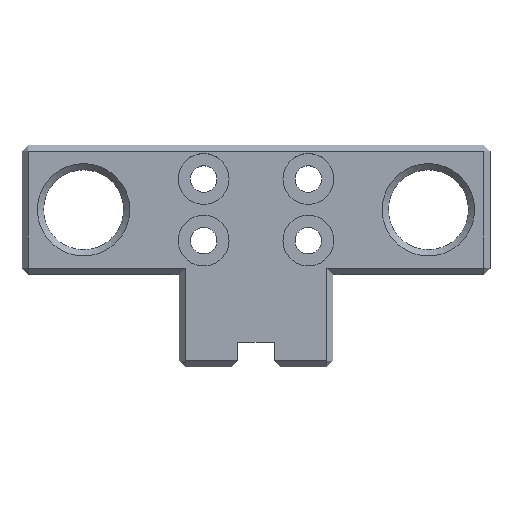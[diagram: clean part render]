
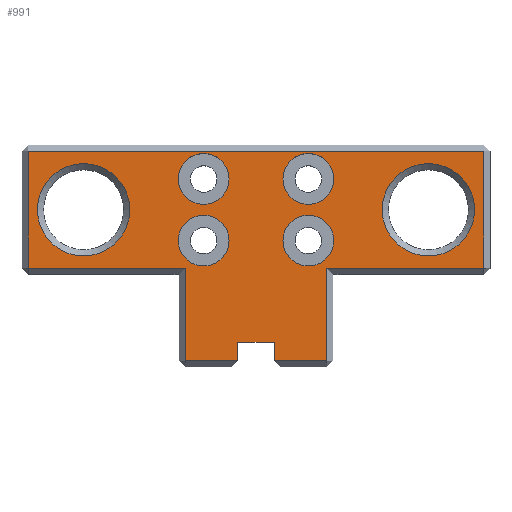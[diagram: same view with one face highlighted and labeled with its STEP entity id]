
A CAD part, top view. The second image highlights one B-rep face of the part: STEP entity #991.
In plain terms, the highlighted planar face has unit normal (0, 0, 1).
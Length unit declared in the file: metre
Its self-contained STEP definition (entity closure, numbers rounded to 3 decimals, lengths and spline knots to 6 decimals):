
#28=LINE('',#1514,#134);
#29=LINE('',#1517,#135);
#30=LINE('',#1519,#136);
#31=LINE('',#1521,#137);
#32=LINE('',#1523,#138);
#33=LINE('',#1525,#139);
#34=LINE('',#1527,#140);
#35=LINE('',#1529,#141);
#36=LINE('',#1531,#142);
#37=LINE('',#1533,#143);
#38=LINE('',#1535,#144);
#39=LINE('',#1537,#145);
#134=VECTOR('',#1211,1.);
#135=VECTOR('',#1212,1.);
#136=VECTOR('',#1213,1.);
#137=VECTOR('',#1214,1.);
#138=VECTOR('',#1215,1.);
#139=VECTOR('',#1216,1.);
#140=VECTOR('',#1217,1.);
#141=VECTOR('',#1218,1.);
#142=VECTOR('',#1219,1.);
#143=VECTOR('',#1220,1.);
#144=VECTOR('',#1221,1.);
#145=VECTOR('',#1222,1.);
#229=PLANE('',#1084);
#306=ORIENTED_EDGE('',*,*,#566,.T.);
#307=ORIENTED_EDGE('',*,*,#567,.T.);
#308=ORIENTED_EDGE('',*,*,#568,.T.);
#309=ORIENTED_EDGE('',*,*,#569,.T.);
#310=ORIENTED_EDGE('',*,*,#570,.T.);
#311=ORIENTED_EDGE('',*,*,#571,.T.);
#312=ORIENTED_EDGE('',*,*,#572,.T.);
#313=ORIENTED_EDGE('',*,*,#573,.T.);
#314=ORIENTED_EDGE('',*,*,#574,.T.);
#315=ORIENTED_EDGE('',*,*,#575,.T.);
#316=ORIENTED_EDGE('',*,*,#576,.T.);
#317=ORIENTED_EDGE('',*,*,#577,.T.);
#318=ORIENTED_EDGE('',*,*,#578,.T.);
#319=ORIENTED_EDGE('',*,*,#579,.T.);
#320=ORIENTED_EDGE('',*,*,#580,.T.);
#321=ORIENTED_EDGE('',*,*,#581,.T.);
#322=ORIENTED_EDGE('',*,*,#582,.T.);
#323=ORIENTED_EDGE('',*,*,#583,.T.);
#566=EDGE_CURVE('',#696,#696,#764,.F.);
#567=EDGE_CURVE('',#697,#697,#765,.F.);
#568=EDGE_CURVE('',#698,#699,#28,.T.);
#569=EDGE_CURVE('',#699,#700,#29,.T.);
#570=EDGE_CURVE('',#700,#701,#30,.T.);
#571=EDGE_CURVE('',#701,#702,#31,.T.);
#572=EDGE_CURVE('',#702,#703,#32,.T.);
#573=EDGE_CURVE('',#703,#704,#33,.T.);
#574=EDGE_CURVE('',#704,#705,#34,.T.);
#575=EDGE_CURVE('',#705,#706,#35,.T.);
#576=EDGE_CURVE('',#706,#707,#36,.T.);
#577=EDGE_CURVE('',#707,#708,#37,.T.);
#578=EDGE_CURVE('',#708,#709,#38,.T.);
#579=EDGE_CURVE('',#709,#698,#39,.T.);
#580=EDGE_CURVE('',#710,#710,#766,.T.);
#581=EDGE_CURVE('',#711,#711,#767,.T.);
#582=EDGE_CURVE('',#712,#712,#768,.T.);
#583=EDGE_CURVE('',#713,#713,#769,.T.);
#696=VERTEX_POINT('',#1511);
#697=VERTEX_POINT('',#1513);
#698=VERTEX_POINT('',#1515);
#699=VERTEX_POINT('',#1516);
#700=VERTEX_POINT('',#1518);
#701=VERTEX_POINT('',#1520);
#702=VERTEX_POINT('',#1522);
#703=VERTEX_POINT('',#1524);
#704=VERTEX_POINT('',#1526);
#705=VERTEX_POINT('',#1528);
#706=VERTEX_POINT('',#1530);
#707=VERTEX_POINT('',#1532);
#708=VERTEX_POINT('',#1534);
#709=VERTEX_POINT('',#1536);
#710=VERTEX_POINT('',#1539);
#711=VERTEX_POINT('',#1541);
#712=VERTEX_POINT('',#1543);
#713=VERTEX_POINT('',#1545);
#764=CIRCLE('',#1085,0.0075);
#765=CIRCLE('',#1086,0.0075);
#766=CIRCLE('',#1087,0.004125);
#767=CIRCLE('',#1088,0.004125);
#768=CIRCLE('',#1089,0.004125);
#769=CIRCLE('',#1090,0.004125);
#789=EDGE_LOOP('',(#306));
#790=EDGE_LOOP('',(#307));
#791=EDGE_LOOP('',(#308,#309,#310,#311,#312,#313,#314,#315,#316,#317,#318,
#319));
#792=EDGE_LOOP('',(#320));
#793=EDGE_LOOP('',(#321));
#794=EDGE_LOOP('',(#322));
#795=EDGE_LOOP('',(#323));
#889=FACE_BOUND('',#789,.T.);
#890=FACE_BOUND('',#790,.T.);
#891=FACE_BOUND('',#791,.T.);
#892=FACE_BOUND('',#792,.T.);
#893=FACE_BOUND('',#793,.T.);
#894=FACE_BOUND('',#794,.T.);
#895=FACE_BOUND('',#795,.T.);
#991=ADVANCED_FACE('',(#889,#890,#891,#892,#893,#894,#895),#229,.T.);
#1084=AXIS2_PLACEMENT_3D('',#1509,#1205,#1206);
#1085=AXIS2_PLACEMENT_3D('',#1510,#1207,#1208);
#1086=AXIS2_PLACEMENT_3D('',#1512,#1209,#1210);
#1087=AXIS2_PLACEMENT_3D('',#1538,#1223,#1224);
#1088=AXIS2_PLACEMENT_3D('',#1540,#1225,#1226);
#1089=AXIS2_PLACEMENT_3D('',#1542,#1227,#1228);
#1090=AXIS2_PLACEMENT_3D('',#1544,#1229,#1230);
#1205=DIRECTION('',(0.,0.,1.));
#1206=DIRECTION('',(1.,0.,0.));
#1207=DIRECTION('',(0.,0.,1.));
#1208=DIRECTION('',(1.,0.,0.));
#1209=DIRECTION('',(0.,0.,1.));
#1210=DIRECTION('',(1.,0.,0.));
#1211=DIRECTION('',(0.,-1.,0.));
#1212=DIRECTION('',(1.,0.,0.));
#1213=DIRECTION('',(0.,1.,0.));
#1214=DIRECTION('',(1.,0.,0.));
#1215=DIRECTION('',(0.,1.,0.));
#1216=DIRECTION('',(-1.,0.,0.));
#1217=DIRECTION('',(0.,-1.,0.));
#1218=DIRECTION('',(1.,0.,0.));
#1219=DIRECTION('',(0.,-1.,0.));
#1220=DIRECTION('',(1.,0.,0.));
#1221=DIRECTION('',(0.,1.,0.));
#1222=DIRECTION('',(1.,0.,0.));
#1223=DIRECTION('',(0.,0.,-1.));
#1224=DIRECTION('',(-1.,0.,0.));
#1225=DIRECTION('',(0.,0.,-1.));
#1226=DIRECTION('',(-1.,0.,0.));
#1227=DIRECTION('',(0.,0.,-1.));
#1228=DIRECTION('',(-1.,0.,0.));
#1229=DIRECTION('',(0.,0.,-1.));
#1230=DIRECTION('',(-1.,0.,0.));
#1509=CARTESIAN_POINT('',(0.00905,-0.0245,0.03175));
#1510=CARTESIAN_POINT('',(0.028,0.,0.03175));
#1511=CARTESIAN_POINT('',(0.0355,0.,0.03175));
#1512=CARTESIAN_POINT('',(-0.028,0.,0.03175));
#1513=CARTESIAN_POINT('',(-0.0205,0.,0.03175));
#1514=CARTESIAN_POINT('',(0.003,-0.0235,0.03175));
#1515=CARTESIAN_POINT('',(0.003,-0.0215,0.03175));
#1516=CARTESIAN_POINT('',(0.003,-0.0245,0.03175));
#1517=CARTESIAN_POINT('',(0.0125,-0.0245,0.03175));
#1518=CARTESIAN_POINT('',(0.0115,-0.0245,0.03175));
#1519=CARTESIAN_POINT('',(0.0115,-0.0105,0.03175));
#1520=CARTESIAN_POINT('',(0.0115,-0.0095,0.03175));
#1521=CARTESIAN_POINT('',(0.038,-0.0095,0.03175));
#1522=CARTESIAN_POINT('',(0.037,-0.0095,0.03175));
#1523=CARTESIAN_POINT('',(0.037,-0.0245,0.03175));
#1524=CARTESIAN_POINT('',(0.037,0.0095,0.03175));
#1525=CARTESIAN_POINT('',(0.00905,0.0095,0.03175));
#1526=CARTESIAN_POINT('',(-0.037,0.0095,0.03175));
#1527=CARTESIAN_POINT('',(-0.037,-0.0105,0.03175));
#1528=CARTESIAN_POINT('',(-0.037,-0.0095,0.03175));
#1529=CARTESIAN_POINT('',(-0.0125,-0.0095,0.03175));
#1530=CARTESIAN_POINT('',(-0.0115,-0.0095,0.03175));
#1531=CARTESIAN_POINT('',(-0.0115,-0.0245,0.03175));
#1532=CARTESIAN_POINT('',(-0.0115,-0.0245,0.03175));
#1533=CARTESIAN_POINT('',(0.00905,-0.0245,0.03175));
#1534=CARTESIAN_POINT('',(-0.003,-0.0245,0.03175));
#1535=CARTESIAN_POINT('',(-0.003,-0.0235,0.03175));
#1536=CARTESIAN_POINT('',(-0.003,-0.0215,0.03175));
#1537=CARTESIAN_POINT('',(0.,-0.0215,0.03175));
#1538=CARTESIAN_POINT('',(-0.0085,0.005,0.03175));
#1539=CARTESIAN_POINT('',(-0.012625,0.005,0.03175));
#1540=CARTESIAN_POINT('',(0.0085,-0.005,0.03175));
#1541=CARTESIAN_POINT('',(0.004375,-0.005,0.03175));
#1542=CARTESIAN_POINT('',(0.0085,0.005,0.03175));
#1543=CARTESIAN_POINT('',(0.004375,0.005,0.03175));
#1544=CARTESIAN_POINT('',(-0.0085,-0.005,0.03175));
#1545=CARTESIAN_POINT('',(-0.012625,-0.005,0.03175));
